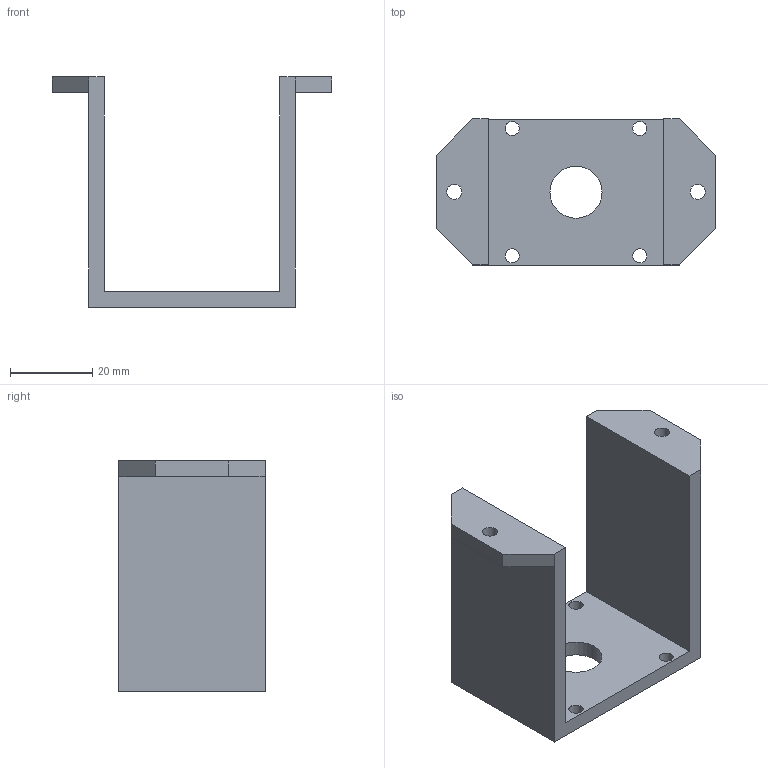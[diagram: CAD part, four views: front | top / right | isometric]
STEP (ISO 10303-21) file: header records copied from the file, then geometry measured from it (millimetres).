
FILE_DESCRIPTION(/* description */ (''),/* implementation_level */ '2;1');
FILE_NAME(/* name */ 'Motor Clamp v7.step',/* time_stamp */ '2023-07-08T10:57:38-05:00',/* author */ (''),/* organization */ (''),/* preprocessor_version */ 'ST-DEVELOPER v19.2',/* originating_system */ 'Autodesk Translation Framework v12.6.0.85',/* authorisation */ '');
FILE_SCHEMA (('AUTOMOTIVE_DESIGN { 1 0 10303 214 3 1 1 }'));
Length unit declared in the file: inch
Products named in the file (1): Motor Clamp
Bounding box: 68.07 x 35.56 x 56.01 mm (x, y, z)
Volume: 22059.5 mm3; surface area: 13490 mm2
Topology: 1 solids, 1 shells, 25 faces, 65 edges, 42 vertices
Faces by surface type: plane 18, cylinder 7
Full cylindrical faces by diameter (mm): 3.429 x4, 3.683 x2, 12.7 x1
Entity records: 831 total; most frequent: CARTESIAN_POINT 133, DIRECTION 131, ORIENTED_EDGE 130, EDGE_CURVE 65, LINE 51, VECTOR 51, VERTEX_POINT 42, AXIS2_PLACEMENT_3D 40
